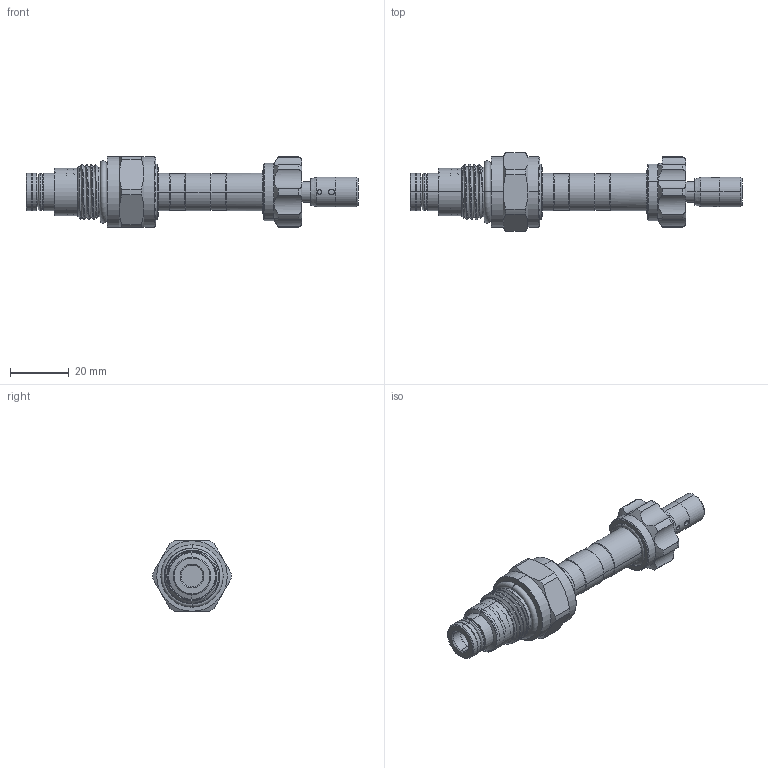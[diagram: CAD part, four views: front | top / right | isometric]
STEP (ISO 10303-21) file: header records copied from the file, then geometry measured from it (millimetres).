
FILE_DESCRIPTION (( 'STEP AP203' ), '1' );
FILE_NAME ('EP08W2A08T05.STEP', '2020-03-31T09:39:12', ( '' ), ( '' ), 'SwSTEP 2.0', 'SolidWorks 2018', '' );
FILE_SCHEMA (( 'CONFIG_CONTROL_DESIGN' ));
Length unit declared in the file: millimetre
Products named in the file (1): EP08W2A08T05
Bounding box: 112.55 x 26.66 x 24 mm (x, y, z)
Volume: 22990.4 mm3; surface area: 9544.1 mm2
Topology: 3 solids, 3 shells, 256 faces, 634 edges, 404 vertices
Faces by surface type: cylinder 144, plane 48, cone 40, torus 20, bspline 4
Entity records: 11630 total; most frequent: CARTESIAN_POINT 5594, ORIENTED_EDGE 1268, DIRECTION 1235, EDGE_CURVE 634, AXIS2_PLACEMENT_3D 516, VERTEX_POINT 404, EDGE_LOOP 282, CIRCLE 263
